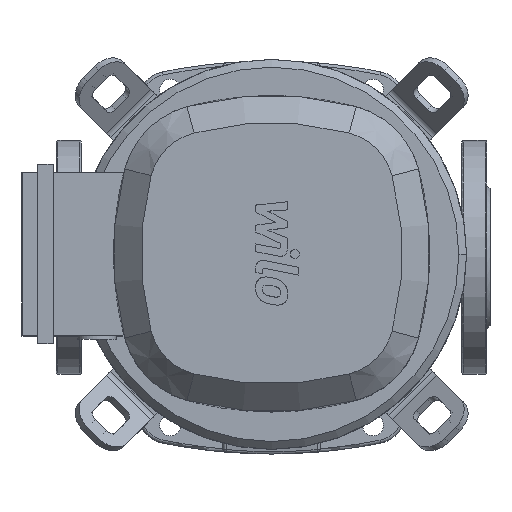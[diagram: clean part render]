
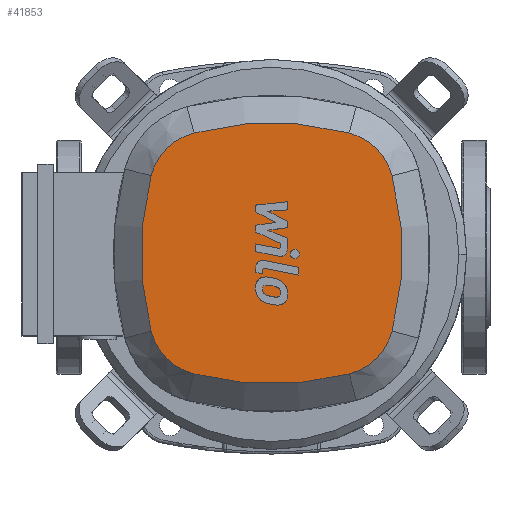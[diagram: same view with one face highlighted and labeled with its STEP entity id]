
A CAD part, top view. The second image highlights one B-rep face of the part: STEP entity #41853.
In plain terms, the highlighted planar face has unit normal (0, 0, 1).
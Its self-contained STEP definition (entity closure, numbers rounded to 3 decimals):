
#41488=CARTESIAN_POINT('',(-77.21,-49.783,1507.0));
#41489=VERTEX_POINT('',#41488);
#41507=CARTESIAN_POINT('',(-49.783,-77.21,1507.0));
#41508=VERTEX_POINT('',#41507);
#41515=CARTESIAN_POINT('',(-39.775,-39.775,1507.0));
#41516=DIRECTION('',(0.0,0.0,-1.0));
#41517=DIRECTION('',(0.0,-1.0,0.0));
#41518=AXIS2_PLACEMENT_3D('',#41515,#41516,#41517);
#41519=CIRCLE('',#41518,38.75);
#41520=EDGE_CURVE('',#41508,#41489,#41519,.T.);
#41530=CARTESIAN_POINT('',(-77.21,49.783,1507.0));
#41531=VERTEX_POINT('',#41530);
#41548=CARTESIAN_POINT('',(108.996,0.,1507.0));
#41549=DIRECTION('',(0.0,0.0,-1.0));
#41550=DIRECTION('',(-0.966,0.258,0.0));
#41551=AXIS2_PLACEMENT_3D('',#41548,#41549,#41550);
#41552=CIRCLE('',#41551,192.746);
#41553=EDGE_CURVE('',#41489,#41531,#41552,.T.);
#41565=CARTESIAN_POINT('',(49.783,-77.21,1507.0));
#41566=VERTEX_POINT('',#41565);
#41573=CARTESIAN_POINT('',(0.,108.996,1507.0));
#41574=DIRECTION('',(0.0,0.0,-1.0));
#41575=DIRECTION('',(-0.258,-0.966,0.0));
#41576=AXIS2_PLACEMENT_3D('',#41573,#41574,#41575);
#41577=CIRCLE('',#41576,192.746);
#41578=EDGE_CURVE('',#41566,#41508,#41577,.T.);
#41596=CARTESIAN_POINT('',(-49.783,77.21,1507.0));
#41597=VERTEX_POINT('',#41596);
#41614=CARTESIAN_POINT('',(-39.775,39.775,1507.0));
#41615=DIRECTION('',(0.0,0.0,-1.0));
#41616=DIRECTION('',(-1.0,0.0,0.0));
#41617=AXIS2_PLACEMENT_3D('',#41614,#41615,#41616);
#41618=CIRCLE('',#41617,38.75);
#41619=EDGE_CURVE('',#41531,#41597,#41618,.T.);
#41631=CARTESIAN_POINT('',(77.21,-49.783,1507.0));
#41632=VERTEX_POINT('',#41631);
#41639=CARTESIAN_POINT('',(39.775,-39.775,1507.0));
#41640=DIRECTION('',(0.0,0.0,-1.0));
#41641=DIRECTION('',(1.0,0.0,0.0));
#41642=AXIS2_PLACEMENT_3D('',#41639,#41640,#41641);
#41643=CIRCLE('',#41642,38.75);
#41644=EDGE_CURVE('',#41632,#41566,#41643,.T.);
#41662=CARTESIAN_POINT('',(49.783,77.21,1507.0));
#41663=VERTEX_POINT('',#41662);
#41680=CARTESIAN_POINT('',(0.,-108.996,1507.0));
#41681=DIRECTION('',(0.0,0.0,-1.0));
#41682=DIRECTION('',(0.258,0.966,0.0));
#41683=AXIS2_PLACEMENT_3D('',#41680,#41681,#41682);
#41684=CIRCLE('',#41683,192.746);
#41685=EDGE_CURVE('',#41597,#41663,#41684,.T.);
#41697=CARTESIAN_POINT('',(77.21,49.783,1507.0));
#41698=VERTEX_POINT('',#41697);
#41705=CARTESIAN_POINT('',(-108.996,0.,1507.0));
#41706=DIRECTION('',(0.0,0.0,-1.0));
#41707=DIRECTION('',(0.966,-0.258,0.0));
#41708=AXIS2_PLACEMENT_3D('',#41705,#41706,#41707);
#41709=CIRCLE('',#41708,192.746);
#41710=EDGE_CURVE('',#41698,#41632,#41709,.T.);
#41729=CARTESIAN_POINT('',(39.775,39.775,1507.0));
#41730=DIRECTION('',(0.0,0.0,-1.0));
#41731=DIRECTION('',(0.0,1.0,0.0));
#41732=AXIS2_PLACEMENT_3D('',#41729,#41730,#41731);
#41733=CIRCLE('',#41732,38.75);
#41734=EDGE_CURVE('',#41663,#41698,#41733,.T.);
#41838=CARTESIAN_POINT('',(87.47,0.,1507.0));
#41839=DIRECTION('',(0.0,0.0,1.0));
#41840=DIRECTION('',(-1.0,0.0,0.0));
#41841=AXIS2_PLACEMENT_3D('',#41838,#41839,#41840);
#41842=PLANE('',#41841);
#41843=ORIENTED_EDGE('',*,*,#41520,.F.);
#41844=ORIENTED_EDGE('',*,*,#41578,.F.);
#41845=ORIENTED_EDGE('',*,*,#41644,.F.);
#41846=ORIENTED_EDGE('',*,*,#41710,.F.);
#41847=ORIENTED_EDGE('',*,*,#41734,.F.);
#41848=ORIENTED_EDGE('',*,*,#41685,.F.);
#41849=ORIENTED_EDGE('',*,*,#41619,.F.);
#41850=ORIENTED_EDGE('',*,*,#41553,.F.);
#41851=EDGE_LOOP('',(#41843,#41844,#41845,#41846,#41847,#41848,#41849,#41850));
#41852=FACE_OUTER_BOUND('',#41851,.T.);
#41853=ADVANCED_FACE('',(#41852),#41842,.T.);
